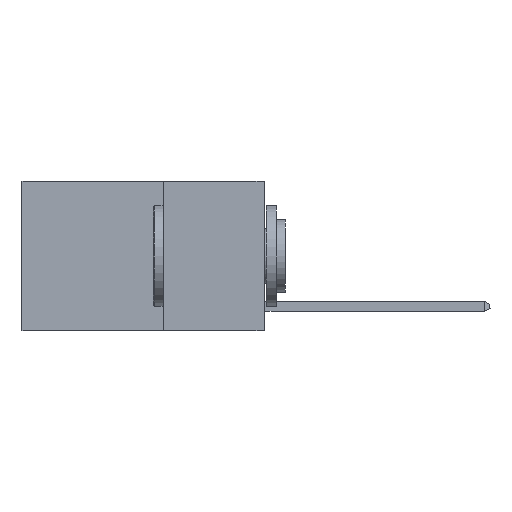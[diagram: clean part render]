
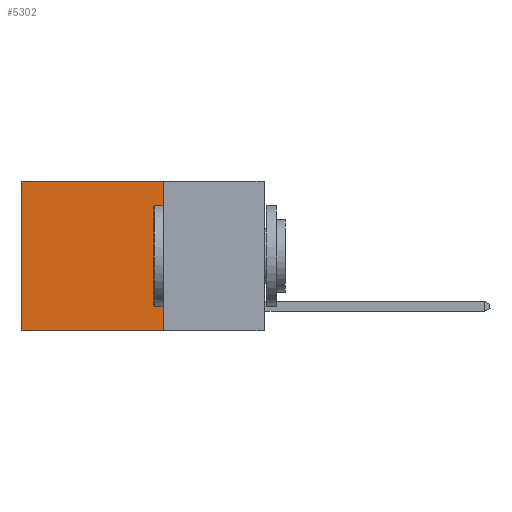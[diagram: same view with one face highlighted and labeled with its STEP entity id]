
A CAD part, left-side view. The second image highlights one B-rep face of the part: STEP entity #5302.
In plain terms, the highlighted planar face has unit normal (-1, 0, 0).
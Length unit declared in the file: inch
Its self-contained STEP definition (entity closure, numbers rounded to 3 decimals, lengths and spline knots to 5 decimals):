
#471 = VECTOR ( 'NONE', #7628, 39.37008 ) ;
#505 = VECTOR ( 'NONE', #6728, 39.37008 ) ;
#579 = ORIENTED_EDGE ( 'NONE', *, *, #9306, .F. ) ;
#869 = CARTESIAN_POINT ( 'NONE',  ( 0.2625, 0.6, -0.37 ) ) ;
#1465 = DIRECTION ( 'NONE',  ( 1., 0., 0. ) ) ;
#1511 = CARTESIAN_POINT ( 'NONE',  ( 0.2625, 0.25, 0. ) ) ;
#1563 = DIRECTION ( 'NONE',  ( 0., 0., -1. ) ) ;
#1780 = CARTESIAN_POINT ( 'NONE',  ( 0.2625, 0.6, 0. ) ) ;
#1933 = VERTEX_POINT ( 'NONE', #2847 ) ;
#2279 = ORIENTED_EDGE ( 'NONE', *, *, #7294, .T. ) ;
#2357 = VERTEX_POINT ( 'NONE', #1511 ) ;
#2454 = EDGE_CURVE ( 'NONE', #2357, #4315, #6016, .T. ) ;
#2602 = AXIS2_PLACEMENT_3D ( 'NONE', #3168, #1465, #1563 ) ;
#2686 = CARTESIAN_POINT ( 'NONE',  ( 0.2625, 0.25, 0. ) ) ;
#2847 = CARTESIAN_POINT ( 'NONE',  ( 0.2625, 0.25, -0.37 ) ) ;
#3021 = FACE_OUTER_BOUND ( 'NONE', #7001, .T. ) ;
#3168 = CARTESIAN_POINT ( 'NONE',  ( 0.2625, 0.25, 0. ) ) ;
#3850 = CARTESIAN_POINT ( 'NONE',  ( 0.2625, 0.6, 0. ) ) ;
#4315 = VERTEX_POINT ( 'NONE', #3850 ) ;
#4372 = DIRECTION ( 'NONE',  ( 0., 1., 0. ) ) ;
#5302 = ADVANCED_FACE ( 'NONE', ( #3021 ), #8008, .F. ) ;
#5810 = VERTEX_POINT ( 'NONE', #869 ) ;
#5840 = LINE ( 'NONE', #9870, #10461 ) ;
#5903 = EDGE_CURVE ( 'NONE', #2357, #1933, #8429, .T. ) ;
#6016 = LINE ( 'NONE', #2686, #505 ) ;
#6728 = DIRECTION ( 'NONE',  ( 0., 1., 0. ) ) ;
#7001 = EDGE_LOOP ( 'NONE', ( #2279, #579, #8432, #8895 ) ) ;
#7294 = EDGE_CURVE ( 'NONE', #4315, #5810, #8494, .T. ) ;
#7622 = CARTESIAN_POINT ( 'NONE',  ( 0.2625, 0.25, 0. ) ) ;
#7628 = DIRECTION ( 'NONE',  ( 0., 0., -1. ) ) ;
#8008 = PLANE ( 'NONE',  #2602 ) ;
#8165 = VECTOR ( 'NONE', #9169, 39.37008 ) ;
#8429 = LINE ( 'NONE', #7622, #8165 ) ;
#8432 = ORIENTED_EDGE ( 'NONE', *, *, #5903, .F. ) ;
#8494 = LINE ( 'NONE', #1780, #471 ) ;
#8895 = ORIENTED_EDGE ( 'NONE', *, *, #2454, .T. ) ;
#9169 = DIRECTION ( 'NONE',  ( 0., 0., -1. ) ) ;
#9306 = EDGE_CURVE ( 'NONE', #1933, #5810, #5840, .T. ) ;
#9870 = CARTESIAN_POINT ( 'NONE',  ( 0.2625, 0.25, -0.37 ) ) ;
#10461 = VECTOR ( 'NONE', #4372, 39.37008 ) ;
